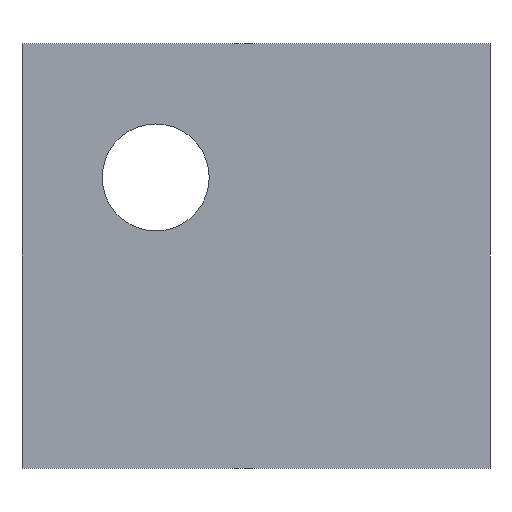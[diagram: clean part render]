
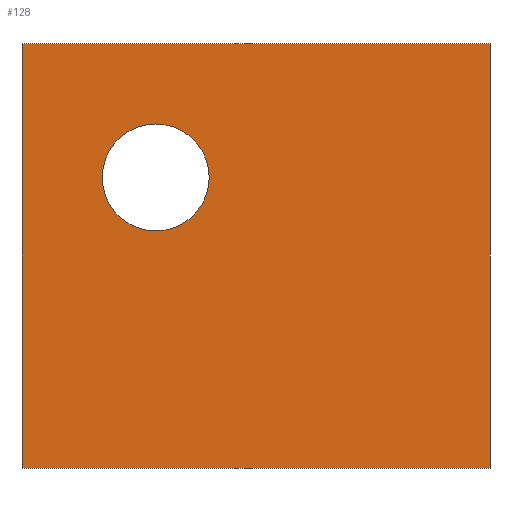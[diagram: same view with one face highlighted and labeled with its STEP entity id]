
A CAD part, left-side view. The second image highlights one B-rep face of the part: STEP entity #128.
In plain terms, the highlighted planar face has unit normal (-1, 0, 0).
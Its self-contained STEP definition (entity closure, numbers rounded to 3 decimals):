
#16 = DIRECTION ( 'NONE',  ( 0., -1., 0. ) ) ;
#17 = CARTESIAN_POINT ( 'NONE',  ( 0., 140., 0. ) ) ;
#18 = VERTEX_POINT ( 'NONE', #114 ) ;
#19 = VERTEX_POINT ( 'NONE', #113 ) ;
#21 = VERTEX_POINT ( 'NONE', #112 ) ;
#31 = DIRECTION ( 'NONE',  ( 0., 0., 1. ) ) ;
#32 = CARTESIAN_POINT ( 'NONE',  ( 0., 140., 0. ) ) ;
#36 = VERTEX_POINT ( 'NONE', #110 ) ;
#62 = DIRECTION ( 'NONE',  ( 0., 0., 1. ) ) ;
#65 = CARTESIAN_POINT ( 'NONE',  ( 0., 0., 0. ) ) ;
#66 = DIRECTION ( 'NONE',  ( 0., 0., -1. ) ) ;
#67 = DIRECTION ( 'NONE',  ( 1., 0., 0. ) ) ;
#68 = CARTESIAN_POINT ( 'NONE',  ( 0., 100., -40. ) ) ;
#69 = DIRECTION ( 'NONE',  ( 0., -1., 0. ) ) ;
#71 = DIRECTION ( 'NONE',  ( 0., 0., -1. ) ) ;
#74 = DIRECTION ( 'NONE',  ( 1., 0., 0. ) ) ;
#75 = CARTESIAN_POINT ( 'NONE',  ( 0., 100., -40. ) ) ;
#77 = DIRECTION ( 'NONE',  ( 0., 0., -1. ) ) ;
#78 = DIRECTION ( 'NONE',  ( 1., 0., 0. ) ) ;
#79 = CARTESIAN_POINT ( 'NONE',  ( 0., 140., -127. ) ) ;
#80 = PLANE ( 'NONE',  #276 ) ;
#82 = CARTESIAN_POINT ( 'NONE',  ( 0., 140., 0. ) ) ;
#93 = VERTEX_POINT ( 'NONE', #115 ) ;
#101 = VERTEX_POINT ( 'NONE', #107 ) ;
#107 = CARTESIAN_POINT ( 'NONE',  ( 0., 140., 0. ) ) ;
#110 = CARTESIAN_POINT ( 'NONE',  ( 0., 0., -127. ) ) ;
#112 = CARTESIAN_POINT ( 'NONE',  ( 0., 100., -56. ) ) ;
#113 = CARTESIAN_POINT ( 'NONE',  ( 0., 100., -24. ) ) ;
#114 = CARTESIAN_POINT ( 'NONE',  ( 0., 0., 0. ) ) ;
#115 = CARTESIAN_POINT ( 'NONE',  ( 0., 140., -127. ) ) ;
#128 = ADVANCED_FACE ( 'NONE', ( #202, #200 ), #80, .F. ) ;
#146 = EDGE_LOOP ( 'NONE', ( #211, #212, #216, #213 ) ) ;
#166 = VECTOR ( 'NONE', #16, 1000. ) ;
#167 = LINE ( 'NONE', #17, #166 ) ;
#172 = VECTOR ( 'NONE', #31, 1000. ) ;
#173 = LINE ( 'NONE', #32, #172 ) ;
#189 = CIRCLE ( 'NONE', #302, 16. ) ;
#194 = CIRCLE ( 'NONE', #277, 16. ) ;
#196 = LINE ( 'NONE', #79, #198 ) ;
#197 = VECTOR ( 'NONE', #62, 1000. ) ;
#198 = VECTOR ( 'NONE', #69, 1000. ) ;
#199 = LINE ( 'NONE', #65, #197 ) ;
#200 = FACE_OUTER_BOUND ( 'NONE', #146, .T. ) ;
#202 = FACE_BOUND ( 'NONE', #259, .T. ) ;
#210 = ORIENTED_EDGE ( 'NONE', *, *, #283, .T. ) ;
#211 = ORIENTED_EDGE ( 'NONE', *, *, #286, .T. ) ;
#212 = ORIENTED_EDGE ( 'NONE', *, *, #303, .F. ) ;
#213 = ORIENTED_EDGE ( 'NONE', *, *, #284, .T. ) ;
#216 = ORIENTED_EDGE ( 'NONE', *, *, #295, .F. ) ;
#246 = ORIENTED_EDGE ( 'NONE', *, *, #285, .T. ) ;
#259 = EDGE_LOOP ( 'NONE', ( #246, #210 ) ) ;
#276 = AXIS2_PLACEMENT_3D ( 'NONE', #82, #78, #77 ) ;
#277 = AXIS2_PLACEMENT_3D ( 'NONE', #75, #74, #71 ) ;
#283 = EDGE_CURVE ( 'NONE', #19, #21, #194, .T. ) ;
#284 = EDGE_CURVE ( 'NONE', #93, #36, #196, .T. ) ;
#285 = EDGE_CURVE ( 'NONE', #21, #19, #189, .T. ) ;
#286 = EDGE_CURVE ( 'NONE', #36, #18, #199, .T. ) ;
#295 = EDGE_CURVE ( 'NONE', #93, #101, #173, .T. ) ;
#302 = AXIS2_PLACEMENT_3D ( 'NONE', #68, #67, #66 ) ;
#303 = EDGE_CURVE ( 'NONE', #101, #18, #167, .T. ) ;
